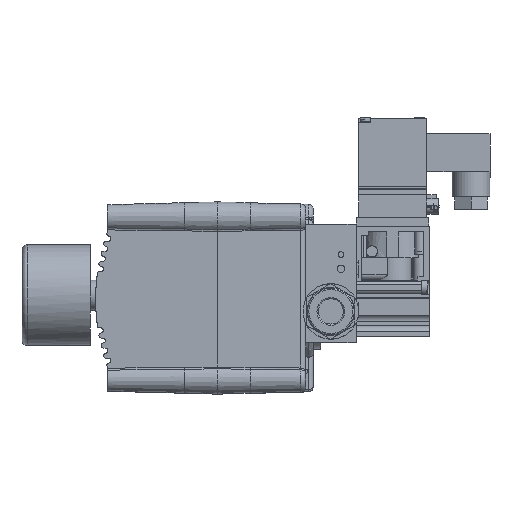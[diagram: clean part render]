
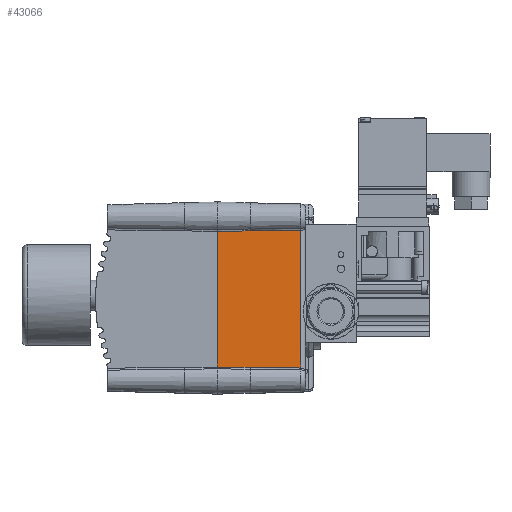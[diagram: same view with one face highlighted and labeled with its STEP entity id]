
A CAD part, left-side view. The second image highlights one B-rep face of the part: STEP entity #43066.
In plain terms, the highlighted planar face has unit normal (-1, -0.026, 0).
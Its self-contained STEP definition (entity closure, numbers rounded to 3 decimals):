
#513=B_SPLINE_CURVE_WITH_KNOTS('',3,(#76560,#76561,#76562,#76563),
 .UNSPECIFIED.,.F.,.F.,(4,4),(0.,0.013),
 .UNSPECIFIED.);
#528=B_SPLINE_CURVE_WITH_KNOTS('',3,(#77223,#77224,#77225,#77226),
 .UNSPECIFIED.,.F.,.F.,(4,4),(0.,0.013),.UNSPECIFIED.);
#607=B_SPLINE_CURVE_WITH_KNOTS('',3,(#89838,#89839,#89840,#89841,#89842,
#89843),.UNSPECIFIED.,.F.,.F.,(4,2,4),(0.,0.013,0.02),
 .UNSPECIFIED.);
#608=B_SPLINE_CURVE_WITH_KNOTS('',3,(#89845,#89846,#89847,#89848,#89849,
#89850,#89851),.UNSPECIFIED.,.F.,.F.,(4,3,4),(0.,0.013,
0.02),.UNSPECIFIED.);
#2693=PLANE('',#47294);
#5577=FACE_OUTER_BOUND('',#8312,.T.);
#8312=EDGE_LOOP('',(#38880,#38881,#38882,#38883,#38884,#38885,#38886,#38887));
#11852=LINE('',#75959,#15786);
#12032=LINE('',#78234,#15966);
#12193=LINE('',#89836,#16127);
#12194=LINE('',#89844,#16128);
#15786=VECTOR('',#57500,0.013);
#15966=VECTOR('',#58140,53.805);
#16127=VECTOR('',#58885,54.578);
#16128=VECTOR('',#58886,0.035);
#21240=VERTEX_POINT('',#75957);
#21241=VERTEX_POINT('',#75958);
#21324=VERTEX_POINT('',#76559);
#21382=VERTEX_POINT('',#77183);
#21383=VERTEX_POINT('',#77200);
#21618=VERTEX_POINT('',#82682);
#21625=VERTEX_POINT('',#83697);
#21682=VERTEX_POINT('',#89837);
#26839=EDGE_CURVE('',#21240,#21241,#11852,.T.);
#26945=EDGE_CURVE('',#21324,#21241,#513,.T.);
#27027=EDGE_CURVE('',#21382,#21383,#528,.T.);
#27184=EDGE_CURVE('',#21324,#21383,#12032,.T.);
#27564=EDGE_CURVE('',#21625,#21618,#12193,.T.);
#27565=EDGE_CURVE('',#21618,#21682,#607,.T.);
#27566=EDGE_CURVE('',#21382,#21682,#12194,.T.);
#27567=EDGE_CURVE('',#21240,#21625,#608,.T.);
#38880=ORIENTED_EDGE('',*,*,#27564,.T.);
#38881=ORIENTED_EDGE('',*,*,#27565,.T.);
#38882=ORIENTED_EDGE('',*,*,#27566,.F.);
#38883=ORIENTED_EDGE('',*,*,#27027,.T.);
#38884=ORIENTED_EDGE('',*,*,#27184,.F.);
#38885=ORIENTED_EDGE('',*,*,#26945,.T.);
#38886=ORIENTED_EDGE('',*,*,#26839,.F.);
#38887=ORIENTED_EDGE('',*,*,#27567,.T.);
#43066=ADVANCED_FACE('',(#5577),#2693,.T.);
#47294=AXIS2_PLACEMENT_3D('',#89835,#58883,#58884);
#57500=DIRECTION('',(0.,0.,1.));
#58140=DIRECTION('',(0.,0.,1.));
#58883=DIRECTION('center_axis',(-1.,-0.026,
0.));
#58884=DIRECTION('ref_axis',(0.,0.,1.));
#58885=DIRECTION('',(0.,0.,1.));
#58886=DIRECTION('',(0.,0.,-1.));
#75957=CARTESIAN_POINT('',(-135.774,-36.261,-27.534));
#75958=CARTESIAN_POINT('',(-135.774,-36.261,-27.52));
#75959=CARTESIAN_POINT('',(-135.774,-36.261,-27.534));
#76559=CARTESIAN_POINT('',(-136.114,-23.261,-27.373));
#76560=CARTESIAN_POINT('Ctrl Pts',(-136.114,-23.261,
-27.373));
#76561=CARTESIAN_POINT('Ctrl Pts',(-136.001,-27.595,
-27.421));
#76562=CARTESIAN_POINT('Ctrl Pts',(-135.887,-31.928,
-27.471));
#76563=CARTESIAN_POINT('Ctrl Pts',(-135.774,-36.261,
-27.52));
#77183=CARTESIAN_POINT('',(-135.774,-36.261,26.59));
#77200=CARTESIAN_POINT('',(-136.114,-23.261,26.432));
#77223=CARTESIAN_POINT('Ctrl Pts',(-135.774,-36.261,
26.59));
#77224=CARTESIAN_POINT('Ctrl Pts',(-135.887,-31.928,
26.537));
#77225=CARTESIAN_POINT('Ctrl Pts',(-136.001,-27.595,26.484));
#77226=CARTESIAN_POINT('Ctrl Pts',(-136.114,-23.261,
26.432));
#78234=CARTESIAN_POINT('',(-136.114,-23.261,-27.373));
#82682=CARTESIAN_POINT('',(-135.249,-56.314,26.808));
#83697=CARTESIAN_POINT('',(-135.249,-56.314,-27.77));
#89835=CARTESIAN_POINT('Origin',(-135.761,-36.761,27.055));
#89836=CARTESIAN_POINT('',(-135.249,-56.314,-27.77));
#89837=CARTESIAN_POINT('',(-135.774,-36.261,26.555));
#89838=CARTESIAN_POINT('Ctrl Pts',(-135.249,-56.314,
26.808));
#89839=CARTESIAN_POINT('Ctrl Pts',(-135.36,-52.056,
26.753));
#89840=CARTESIAN_POINT('Ctrl Pts',(-135.472,-47.797,
26.699));
#89841=CARTESIAN_POINT('Ctrl Pts',(-135.647,-41.113,
26.615));
#89842=CARTESIAN_POINT('Ctrl Pts',(-135.71,-38.687,26.585));
#89843=CARTESIAN_POINT('Ctrl Pts',(-135.774,-36.261,
26.555));
#89844=CARTESIAN_POINT('',(-135.774,-36.261,-30.071));
#89845=CARTESIAN_POINT('Ctrl Pts',(-135.774,-36.261,
-27.534));
#89846=CARTESIAN_POINT('Ctrl Pts',(-135.66,-40.603,
-27.583));
#89847=CARTESIAN_POINT('Ctrl Pts',(-135.547,-44.944,
-27.634));
#89848=CARTESIAN_POINT('Ctrl Pts',(-135.433,-49.286,
-27.686));
#89849=CARTESIAN_POINT('Ctrl Pts',(-135.372,-51.628,-27.713));
#89850=CARTESIAN_POINT('Ctrl Pts',(-135.31,-53.971,-27.741));
#89851=CARTESIAN_POINT('Ctrl Pts',(-135.249,-56.314,
-27.77));
